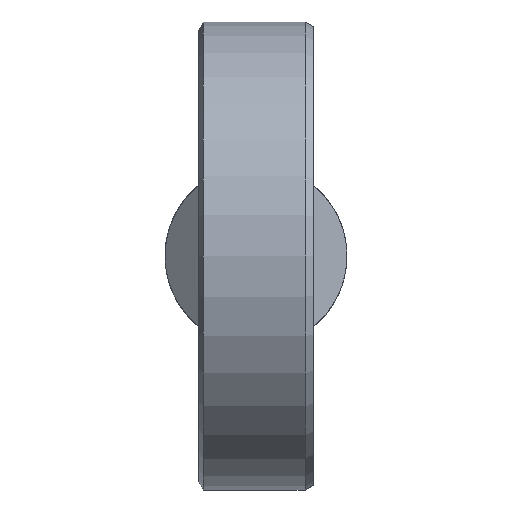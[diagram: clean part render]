
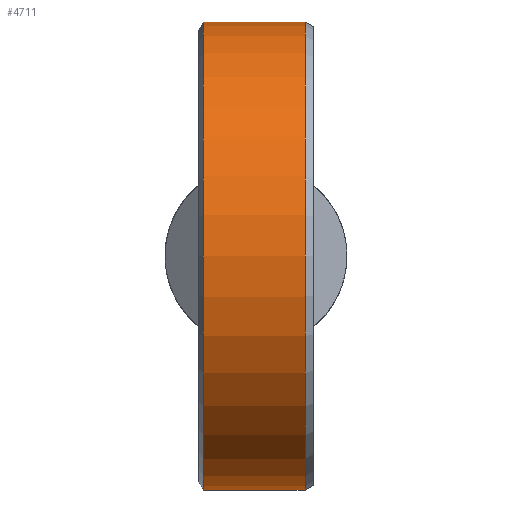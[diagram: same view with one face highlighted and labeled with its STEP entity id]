
A CAD part, left-side view. The second image highlights one B-rep face of the part: STEP entity #4711.
In plain terms, the highlighted cylindrical face has radius 24.5 mm (diameter 49 mm), a partial arc.
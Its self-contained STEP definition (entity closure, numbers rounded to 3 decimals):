
#101 = DIRECTION ( 'NONE',  ( 0., -1., 0. ) ) ;
#115 = EDGE_CURVE ( 'NONE', #7679, #4816, #3338, .T. ) ;
#135 = CARTESIAN_POINT ( 'NONE',  ( 0., -5.134, 0. ) ) ;
#152 = EDGE_CURVE ( 'NONE', #3442, #5536, #5433, .T. ) ;
#364 = LINE ( 'NONE', #3517, #3130 ) ;
#901 = AXIS2_PLACEMENT_3D ( 'NONE', #4983, #1233, #3806 ) ;
#906 = AXIS2_PLACEMENT_3D ( 'NONE', #6844, #101, #5589 ) ;
#1233 = DIRECTION ( 'NONE',  ( 0., -1., 0. ) ) ;
#1331 = CARTESIAN_POINT ( 'NONE',  ( 0., -5.134, -24.5 ) ) ;
#1444 = CARTESIAN_POINT ( 'NONE',  ( 0., -5.134, 24.5 ) ) ;
#1459 = CARTESIAN_POINT ( 'NONE',  ( 0., 6., 24.5 ) ) ;
#1934 = AXIS2_PLACEMENT_3D ( 'NONE', #135, #4454, #6194 ) ;
#2022 = CARTESIAN_POINT ( 'NONE',  ( 0., 5.5, -24.5 ) ) ;
#2548 = LINE ( 'NONE', #1459, #4935 ) ;
#2816 = EDGE_CURVE ( 'NONE', #7679, #5536, #2548, .T. ) ;
#3130 = VECTOR ( 'NONE', #4773, 1000. ) ;
#3338 = CIRCLE ( 'NONE', #906, 24.5 ) ;
#3442 = VERTEX_POINT ( 'NONE', #1331 ) ;
#3517 = CARTESIAN_POINT ( 'NONE',  ( 0., 6., -24.5 ) ) ;
#3806 = DIRECTION ( 'NONE',  ( 0., 0., -1. ) ) ;
#4418 = CYLINDRICAL_SURFACE ( 'NONE', #901, 24.5 ) ;
#4454 = DIRECTION ( 'NONE',  ( 0., 1., 0. ) ) ;
#4485 = EDGE_LOOP ( 'NONE', ( #5900, #4722, #7977, #7020 ) ) ;
#4711 = ADVANCED_FACE ( 'NONE', ( #6878 ), #4418, .T. ) ;
#4722 = ORIENTED_EDGE ( 'NONE', *, *, #115, .T. ) ;
#4773 = DIRECTION ( 'NONE',  ( 0., -1., 0. ) ) ;
#4816 = VERTEX_POINT ( 'NONE', #2022 ) ;
#4935 = VECTOR ( 'NONE', #6955, 1000. ) ;
#4983 = CARTESIAN_POINT ( 'NONE',  ( 0., 6., 0. ) ) ;
#5433 = CIRCLE ( 'NONE', #1934, 24.5 ) ;
#5536 = VERTEX_POINT ( 'NONE', #1444 ) ;
#5589 = DIRECTION ( 'NONE',  ( 0., 0., 1. ) ) ;
#5767 = CARTESIAN_POINT ( 'NONE',  ( 0., 5.5, 24.5 ) ) ;
#5900 = ORIENTED_EDGE ( 'NONE', *, *, #2816, .F. ) ;
#6194 = DIRECTION ( 'NONE',  ( 0., 0., 1. ) ) ;
#6844 = CARTESIAN_POINT ( 'NONE',  ( 0., 5.5, 0. ) ) ;
#6878 = FACE_OUTER_BOUND ( 'NONE', #4485, .T. ) ;
#6955 = DIRECTION ( 'NONE',  ( 0., -1., 0. ) ) ;
#7020 = ORIENTED_EDGE ( 'NONE', *, *, #152, .T. ) ;
#7679 = VERTEX_POINT ( 'NONE', #5767 ) ;
#7827 = EDGE_CURVE ( 'NONE', #4816, #3442, #364, .T. ) ;
#7977 = ORIENTED_EDGE ( 'NONE', *, *, #7827, .T. ) ;
